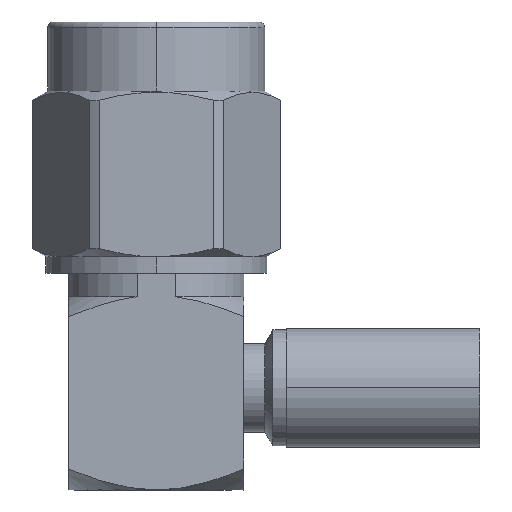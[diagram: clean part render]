
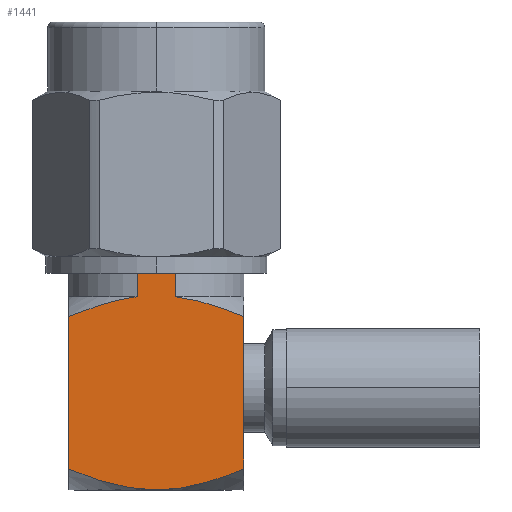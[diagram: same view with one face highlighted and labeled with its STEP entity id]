
A CAD part, left-side view. The second image highlights one B-rep face of the part: STEP entity #1441.
In plain terms, the highlighted planar face has unit normal (-1, 0, 0).
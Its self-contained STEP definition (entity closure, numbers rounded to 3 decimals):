
#23 = VECTOR ( 'NONE', #1378, 1000. ) ;
#165 = EDGE_CURVE ( 'NONE', #6004, #5436, #12195, .T. ) ;
#168 = EDGE_CURVE ( 'NONE', #7447, #6033, #12201, .T. ) ;
#176 = EDGE_CURVE ( 'NONE', #6034, #6038, #7132, .T. ) ;
#177 = EDGE_CURVE ( 'NONE', #5990, #7447, #7142, .T. ) ;
#181 = EDGE_CURVE ( 'NONE', #6038, #5990, #12211, .T. ) ;
#183 = EDGE_CURVE ( 'NONE', #5993, #6034, #7135, .T. ) ;
#184 = EDGE_CURVE ( 'NONE', #7415, #5993, #12215, .T. ) ;
#187 = EDGE_CURVE ( 'NONE', #5436, #7415, #7143, .T. ) ;
#1377 = CARTESIAN_POINT ( 'NONE',  ( -3.175, -3.175, -5.35 ) ) ;
#1378 = DIRECTION ( 'NONE',  ( 0., -1., 0. ) ) ;
#1441 = ADVANCED_FACE ( 'NONE', ( #7229 ), #15928, .F. ) ;
#1786 = EDGE_CURVE ( 'NONE', #6033, #6004, #9541, .T. ) ;
#5056 = CARTESIAN_POINT ( 'NONE',  ( -3.175, -0.694, 0.398 ) ) ;
#5057 = DIRECTION ( 'NONE',  ( 0., 0., -1. ) ) ;
#5064 = CARTESIAN_POINT ( 'NONE',  ( -3.175, 0.694, 0.398 ) ) ;
#5066 = DIRECTION ( 'NONE',  ( 0., 0., 1. ) ) ;
#5104 = CARTESIAN_POINT ( 'NONE',  ( -3.175, 0., -14. ) ) ;
#5105 = CARTESIAN_POINT ( 'NONE',  ( -3.175, 0.551, -14. ) ) ;
#5106 = CARTESIAN_POINT ( 'NONE',  ( -3.175, 1.089, -13.914 ) ) ;
#5107 = CARTESIAN_POINT ( 'NONE',  ( -3.175, 2.146, -13.637 ) ) ;
#5108 = CARTESIAN_POINT ( 'NONE',  ( -3.175, 2.668, -13.448 ) ) ;
#5109 = CARTESIAN_POINT ( 'NONE',  ( -3.175, 3.175, -13.241 ) ) ;
#5110 = CARTESIAN_POINT ( 'NONE',  ( -3.175, 3.175, -7.716 ) ) ;
#5111 = CARTESIAN_POINT ( 'NONE',  ( -3.175, 2.774, -7.552 ) ) ;
#5112 = CARTESIAN_POINT ( 'NONE',  ( -3.175, 2.369, -7.402 ) ) ;
#5113 = CARTESIAN_POINT ( 'NONE',  ( -3.175, 1.545, -7.152 ) ) ;
#5114 = CARTESIAN_POINT ( 'NONE',  ( -3.175, 1.126, -7.053 ) ) ;
#5115 = CARTESIAN_POINT ( 'NONE',  ( -3.175, 0.694, -7. ) ) ;
#5124 = CARTESIAN_POINT ( 'NONE',  ( -3.175, 3.175, 0. ) ) ;
#5125 = DIRECTION ( 'NONE',  ( 0., 0., 1. ) ) ;
#5436 = VERTEX_POINT ( 'NONE', #11710 ) ;
#5550 = CARTESIAN_POINT ( 'NONE',  ( -3.175, -3.175, -7.716 ) ) ;
#5551 = CARTESIAN_POINT ( 'NONE',  ( -3.175, -2.776, -7.553 ) ) ;
#5552 = CARTESIAN_POINT ( 'NONE',  ( -3.175, -2.37, -7.402 ) ) ;
#5553 = CARTESIAN_POINT ( 'NONE',  ( -3.175, -1.538, -7.15 ) ) ;
#5554 = CARTESIAN_POINT ( 'NONE',  ( -3.175, -1.119, -7.052 ) ) ;
#5555 = CARTESIAN_POINT ( 'NONE',  ( -3.175, -0.694, -7. ) ) ;
#5712 = EDGE_LOOP ( 'NONE', ( #15358, #15360, #15361, #15363, #15362, #15364, #15365, #15366, #15367 ) ) ;
#5990 = VERTEX_POINT ( 'NONE', #16541 ) ;
#5993 = VERTEX_POINT ( 'NONE', #16544 ) ;
#6004 = VERTEX_POINT ( 'NONE', #16555 ) ;
#6033 = VERTEX_POINT ( 'NONE', #16584 ) ;
#6034 = VERTEX_POINT ( 'NONE', #16585 ) ;
#6038 = VERTEX_POINT ( 'NONE', #16589 ) ;
#7132 = B_SPLINE_CURVE_WITH_KNOTS ( 'NONE', 3,
 ( #5104, #5105, #5106, #5107, #5108, #5109 ),
 .UNSPECIFIED., .F., .F.,
 ( 4, 2, 4 ),
 ( 0.007, 0.008, 0.01 ),
 .UNSPECIFIED. ) ;
#7135 = B_SPLINE_CURVE_WITH_KNOTS ( 'NONE', 3,
 ( #10117, #10116, #10115, #10114, #10112, #10111, #10110, #10109 ),
 .UNSPECIFIED., .F., .F.,
 ( 4, 2, 2, 4 ),
 ( 0.003, 0.005, 0.006, 0.007 ),
 .UNSPECIFIED. ) ;
#7142 = B_SPLINE_CURVE_WITH_KNOTS ( 'NONE', 3,
 ( #5110, #5111, #5112, #5113, #5114, #5115 ),
 .UNSPECIFIED., .F., .F.,
 ( 4, 2, 4 ),
 ( 0.004, 0.006, 0.007 ),
 .UNSPECIFIED. ) ;
#7143 = B_SPLINE_CURVE_WITH_KNOTS ( 'NONE', 3,
 ( #5555, #5554, #5553, #5552, #5551, #5550 ),
 .UNSPECIFIED., .F., .F.,
 ( 4, 2, 4 ),
 ( 0.008, 0.01, 0.011 ),
 .UNSPECIFIED. ) ;
#7229 = FACE_OUTER_BOUND ( 'NONE', #5712, .T. ) ;
#7415 = VERTEX_POINT ( 'NONE', #16978 ) ;
#7447 = VERTEX_POINT ( 'NONE', #16986 ) ;
#9541 = LINE ( 'NONE', #1377, #23 ) ;
#10107 = DIRECTION ( 'NONE',  ( 0., 0., -1. ) ) ;
#10108 = CARTESIAN_POINT ( 'NONE',  ( -3.175, -3.175, 0. ) ) ;
#10109 = CARTESIAN_POINT ( 'NONE',  ( -3.175, 0., -14. ) ) ;
#10110 = CARTESIAN_POINT ( 'NONE',  ( -3.175, -0.273, -14. ) ) ;
#10111 = CARTESIAN_POINT ( 'NONE',  ( -3.175, -0.55, -13.979 ) ) ;
#10112 = CARTESIAN_POINT ( 'NONE',  ( -3.175, -1.091, -13.901 ) ) ;
#10114 = CARTESIAN_POINT ( 'NONE',  ( -3.175, -1.358, -13.844 ) ) ;
#10115 = CARTESIAN_POINT ( 'NONE',  ( -3.175, -2.15, -13.636 ) ) ;
#10116 = CARTESIAN_POINT ( 'NONE',  ( -3.175, -2.668, -13.448 ) ) ;
#10117 = CARTESIAN_POINT ( 'NONE',  ( -3.175, -3.175, -13.241 ) ) ;
#11710 = CARTESIAN_POINT ( 'NONE',  ( -3.175, -0.694, -7. ) ) ;
#12195 = LINE ( 'NONE', #5056, #12257 ) ;
#12201 = LINE ( 'NONE', #5064, #12284 ) ;
#12211 = LINE ( 'NONE', #5124, #12275 ) ;
#12215 = LINE ( 'NONE', #10108, #12267 ) ;
#12257 = VECTOR ( 'NONE', #5057, 1000. ) ;
#12267 = VECTOR ( 'NONE', #10107, 1000. ) ;
#12275 = VECTOR ( 'NONE', #5125, 1000. ) ;
#12284 = VECTOR ( 'NONE', #5066, 1000. ) ;
#13850 = AXIS2_PLACEMENT_3D ( 'NONE', #15929, #15930, #15931 ) ;
#15358 = ORIENTED_EDGE ( 'NONE', *, *, #1786, .F. ) ;
#15360 = ORIENTED_EDGE ( 'NONE', *, *, #168, .F. ) ;
#15361 = ORIENTED_EDGE ( 'NONE', *, *, #177, .F. ) ;
#15362 = ORIENTED_EDGE ( 'NONE', *, *, #176, .F. ) ;
#15363 = ORIENTED_EDGE ( 'NONE', *, *, #181, .F. ) ;
#15364 = ORIENTED_EDGE ( 'NONE', *, *, #183, .F. ) ;
#15365 = ORIENTED_EDGE ( 'NONE', *, *, #184, .F. ) ;
#15366 = ORIENTED_EDGE ( 'NONE', *, *, #187, .F. ) ;
#15367 = ORIENTED_EDGE ( 'NONE', *, *, #165, .F. ) ;
#15928 = PLANE ( 'NONE',  #13850 ) ;
#15929 = CARTESIAN_POINT ( 'NONE',  ( -3.175, -3.175, 0. ) ) ;
#15930 = DIRECTION ( 'NONE',  ( 1., 0., 0. ) ) ;
#15931 = DIRECTION ( 'NONE',  ( 0., 0., -1. ) ) ;
#16541 = CARTESIAN_POINT ( 'NONE',  ( -3.175, 3.175, -7.716 ) ) ;
#16544 = CARTESIAN_POINT ( 'NONE',  ( -3.175, -3.175, -13.241 ) ) ;
#16555 = CARTESIAN_POINT ( 'NONE',  ( -3.175, -0.694, -5.35 ) ) ;
#16584 = CARTESIAN_POINT ( 'NONE',  ( -3.175, 0.694, -5.35 ) ) ;
#16585 = CARTESIAN_POINT ( 'NONE',  ( -3.175, 0., -14. ) ) ;
#16589 = CARTESIAN_POINT ( 'NONE',  ( -3.175, 3.175, -13.241 ) ) ;
#16978 = CARTESIAN_POINT ( 'NONE',  ( -3.175, -3.175, -7.716 ) ) ;
#16986 = CARTESIAN_POINT ( 'NONE',  ( -3.175, 0.694, -7. ) ) ;
